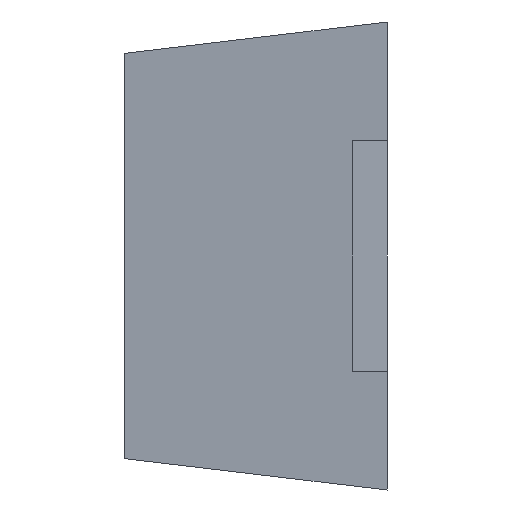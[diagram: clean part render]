
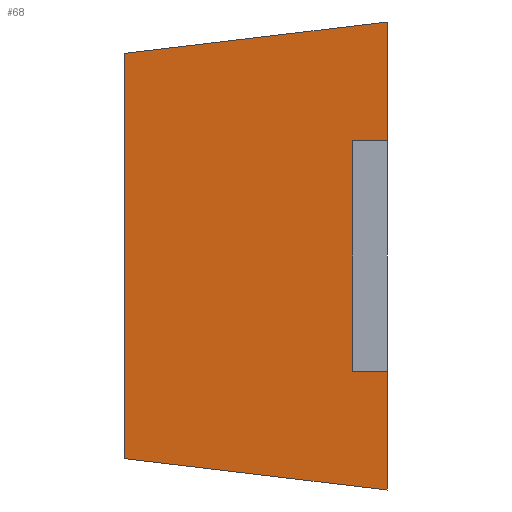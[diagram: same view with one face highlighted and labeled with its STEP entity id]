
A CAD part, left-side view. The second image highlights one B-rep face of the part: STEP entity #68.
In plain terms, the highlighted planar face has unit normal (-0.993, 0.117, 0).
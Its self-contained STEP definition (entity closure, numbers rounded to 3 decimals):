
#68=ADVANCED_FACE('',(#134),#135,.T.);
#134=FACE_OUTER_BOUND('',#195,.T.);
#135=PLANE('',#196);
#195=EDGE_LOOP('',(#327,#328,#329,#330,#331,#332,#333,#334));
#196=AXIS2_PLACEMENT_3D('',#335,#336,#337);
#327=ORIENTED_EDGE('',*,*,#429,.T.);
#328=ORIENTED_EDGE('',*,*,#425,.T.);
#329=ORIENTED_EDGE('',*,*,#414,.T.);
#330=ORIENTED_EDGE('',*,*,#431,.T.);
#331=ORIENTED_EDGE('',*,*,#432,.T.);
#332=ORIENTED_EDGE('',*,*,#433,.T.);
#333=ORIENTED_EDGE('',*,*,#434,.T.);
#334=ORIENTED_EDGE('',*,*,#435,.T.);
#335=CARTESIAN_POINT('',(0.055,0.47,20.0));
#336=DIRECTION('',(-0.993,0.117,0.));
#337=DIRECTION('',(0.117,0.993,0.));
#414=EDGE_CURVE('',#501,#499,#502,.T.);
#425=EDGE_CURVE('',#517,#501,#518,.T.);
#429=EDGE_CURVE('',#521,#517,#523,.T.);
#431=EDGE_CURVE('',#499,#525,#526,.T.);
#432=EDGE_CURVE('',#525,#527,#528,.T.);
#433=EDGE_CURVE('',#527,#529,#530,.T.);
#434=EDGE_CURVE('',#529,#531,#532,.T.);
#435=EDGE_CURVE('',#531,#521,#533,.T.);
#499=VERTEX_POINT('',#623);
#501=VERTEX_POINT('',#626);
#502=LINE('',#627,#628);
#517=VERTEX_POINT('',#650);
#518=LINE('',#651,#652);
#521=VERTEX_POINT('',#656);
#523=LINE('',#659,#660);
#525=VERTEX_POINT('',#662);
#526=LINE('',#663,#664);
#527=VERTEX_POINT('',#665);
#528=LINE('',#666,#667);
#529=VERTEX_POINT('',#668);
#530=LINE('',#669,#670);
#531=VERTEX_POINT('',#671);
#532=LINE('',#672,#673);
#533=LINE('',#674,#675);
#623=CARTESIAN_POINT('',(0.,0.,0.413));
#626=CARTESIAN_POINT('',(0.015,0.124,0.413));
#627=CARTESIAN_POINT('',(0.031,0.26,0.413));
#628=VECTOR('',#715,1.0);
#650=CARTESIAN_POINT('',(0.015,0.124,-0.413));
#651=CARTESIAN_POINT('',(0.015,0.124,10.0));
#652=VECTOR('',#723,1.0);
#656=CARTESIAN_POINT('',(0.,0.,-0.413));
#659=CARTESIAN_POINT('',(0.031,0.26,-0.413));
#660=VECTOR('',#726,1.0);
#662=CARTESIAN_POINT('',(0.,0.,0.838));
#663=CARTESIAN_POINT('',(0.,0.,-0.838));
#664=VECTOR('',#727,1.0);
#665=CARTESIAN_POINT('',(0.11,0.94,0.725));
#666=CARTESIAN_POINT('',(-0.076,-0.65,0.915));
#667=VECTOR('',#728,1.0);
#668=CARTESIAN_POINT('',(0.11,0.94,-0.725));
#669=CARTESIAN_POINT('',(0.11,0.94,10.0));
#670=VECTOR('',#729,1.0);
#671=CARTESIAN_POINT('',(0.,0.,-0.838));
#672=CARTESIAN_POINT('',(0.197,1.675,-0.637));
#673=VECTOR('',#730,1.0);
#674=CARTESIAN_POINT('',(0.,0.,-0.838));
#675=VECTOR('',#731,1.0);
#715=DIRECTION('',(-0.117,-0.993,0.));
#723=DIRECTION('',(0.,-0.0,1.0));
#726=DIRECTION('',(0.117,0.993,0.));
#727=DIRECTION('',(0.,0.,1.0));
#728=DIRECTION('',(0.116,0.986,-0.118));
#729=DIRECTION('',(0.,0.,-1.0));
#730=DIRECTION('',(-0.116,-0.986,-0.118));
#731=DIRECTION('',(0.,0.,1.0));
